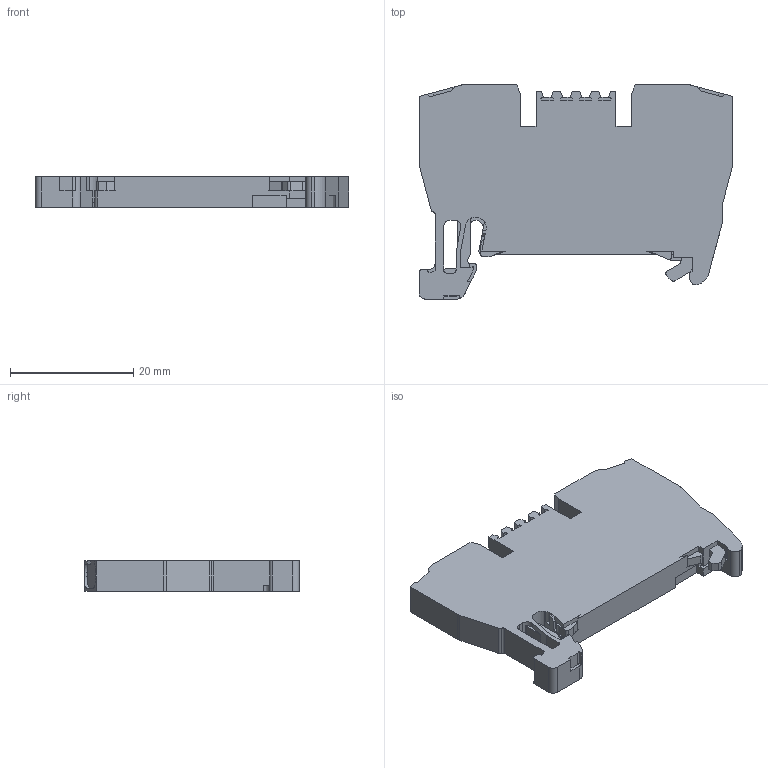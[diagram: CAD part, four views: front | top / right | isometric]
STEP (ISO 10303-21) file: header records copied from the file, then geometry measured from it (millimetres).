
FILE_DESCRIPTION (( 'STEP AP214' ), '1' );
FILE_NAME ('336220_YBK 2,5 T.STP', '2013-11-13T11:39:45', ( 'arge' ), ( 'Microsoft' ), 'SwSTEP 2.0', 'SolidWorks 2013', '' );
FILE_SCHEMA (( 'AUTOMOTIVE_DESIGN' ));
Length unit declared in the file: millimetre
Products named in the file (1): 336220_YBK 2,5 T
Bounding box: 51 x 34.81 x 5 mm (x, y, z)
Volume: 6547.5 mm3; surface area: 3995.6 mm2
Topology: 1 solids, 1 shells, 252 faces, 724 edges, 478 vertices
Faces by surface type: plane 184, cylinder 60, bspline 8
Entity records: 10517 total; most frequent: CARTESIAN_POINT 1679, ORIENTED_EDGE 1448, DIRECTION 1314, EDGE_CURVE 724, VECTOR 568, LINE 568, VERTEX_POINT 478, AXIS2_PLACEMENT_3D 373
